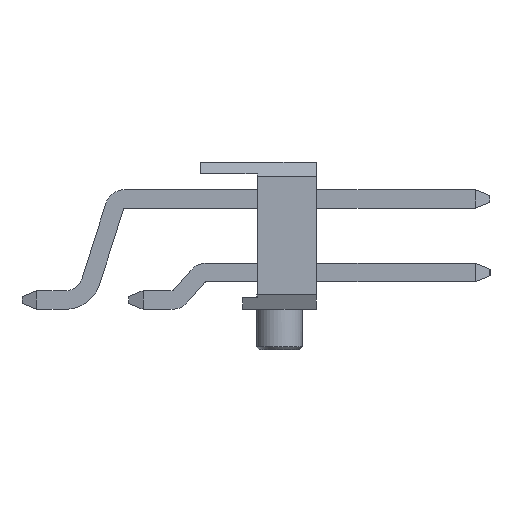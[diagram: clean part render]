
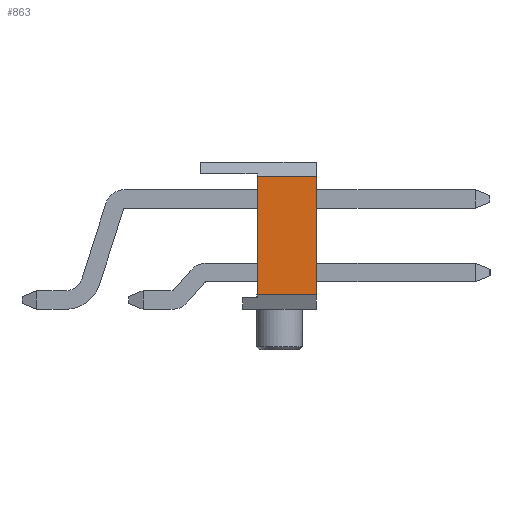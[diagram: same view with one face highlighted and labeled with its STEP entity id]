
A CAD part, left-side view. The second image highlights one B-rep face of the part: STEP entity #863.
In plain terms, the highlighted planar face has unit normal (-1, 0, 0).
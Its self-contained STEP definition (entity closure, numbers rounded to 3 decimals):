
#863 = ADVANCED_FACE( '', ( #1921 ), #1922, .T. );
#1921 = FACE_OUTER_BOUND( '', #3297, .T. );
#1922 = PLANE( '', #3298 );
#3297 = EDGE_LOOP( '', ( #5084, #5085, #5086, #5087 ) );
#3298 = AXIS2_PLACEMENT_3D( '', #5088, #5089, #5090 );
#5084 = ORIENTED_EDGE( '', *, *, #8757, .F. );
#5085 = ORIENTED_EDGE( '', *, *, #8758, .T. );
#5086 = ORIENTED_EDGE( '', *, *, #8759, .F. );
#5087 = ORIENTED_EDGE( '', *, *, #8760, .T. );
#5088 = CARTESIAN_POINT( '', ( -13.97, 0., 0. ) );
#5089 = DIRECTION( '', ( -1., 0., 0. ) );
#5090 = DIRECTION( '', ( 0., 0., 1. ) );
#8757 = EDGE_CURVE( '', #10577, #10578, #10579, .T. );
#8758 = EDGE_CURVE( '', #10577, #10580, #10581, .T. );
#8759 = EDGE_CURVE( '', #10582, #10580, #10583, .T. );
#8760 = EDGE_CURVE( '', #10582, #10578, #10584, .T. );
#10577 = VERTEX_POINT( '', #13082 );
#10578 = VERTEX_POINT( '', #13083 );
#10579 = LINE( '', #13084, #13085 );
#10580 = VERTEX_POINT( '', #13086 );
#10581 = LINE( '', #13087, #13088 );
#10582 = VERTEX_POINT( '', #13089 );
#10583 = LINE( '', #13090, #13091 );
#10584 = LINE( '', #13092, #13093 );
#13082 = CARTESIAN_POINT( '', ( -13.97, 0.77, 2.04 ) );
#13083 = CARTESIAN_POINT( '', ( -13.97, -1.27, 2.04 ) );
#13084 = CARTESIAN_POINT( '', ( -13.97, 0., 2.04 ) );
#13085 = VECTOR( '', #15666, 1000. );
#13086 = CARTESIAN_POINT( '', ( -13.97, 0.77, -2.04 ) );
#13087 = CARTESIAN_POINT( '', ( -13.97, 0.77, -2.14 ) );
#13088 = VECTOR( '', #15667, 1000. );
#13089 = CARTESIAN_POINT( '', ( -13.97, -1.27, -2.04 ) );
#13090 = CARTESIAN_POINT( '', ( -13.97, 0., -2.04 ) );
#13091 = VECTOR( '', #15668, 1000. );
#13092 = CARTESIAN_POINT( '', ( -13.97, -1.27, -2.54 ) );
#13093 = VECTOR( '', #15669, 1000. );
#15666 = DIRECTION( '', ( 0., -1., 0. ) );
#15667 = DIRECTION( '', ( 0., 0., -1. ) );
#15668 = DIRECTION( '', ( 0., 1., 0. ) );
#15669 = DIRECTION( '', ( 0., 0., 1. ) );
